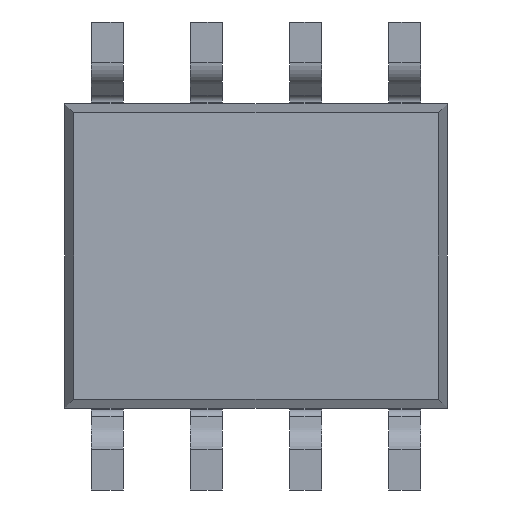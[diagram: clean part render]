
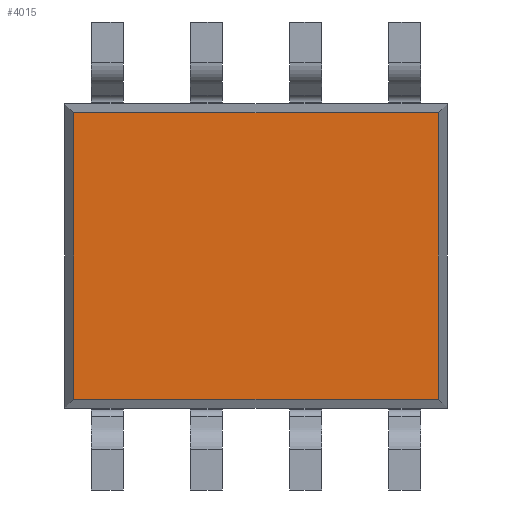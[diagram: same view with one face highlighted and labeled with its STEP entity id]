
A CAD part, front view. The second image highlights one B-rep face of the part: STEP entity #4015.
In plain terms, the highlighted planar face has unit normal (0, -1, 0).
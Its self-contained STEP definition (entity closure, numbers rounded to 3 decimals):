
#3976 = CARTESIAN_POINT ( 'NONE',  ( 2.335, 0.1, -1.835 ) ) ;
#3977 = VERTEX_POINT ( 'NONE', #3976 ) ;
#3978 = CARTESIAN_POINT ( 'NONE',  ( 2.335, 0.1, 1.835 ) ) ;
#3979 = VERTEX_POINT ( 'NONE', #3978 ) ;
#3980 = CARTESIAN_POINT ( 'NONE',  ( 2.335, 0.1, 0. ) ) ;
#3981 = DIRECTION ( 'NONE',  ( 0., 0., 1. ) ) ;
#3982 = VECTOR ( 'NONE', #3981, 1000. ) ;
#3983 = LINE ( 'NONE', #3980, #3982 ) ;
#3984 = EDGE_CURVE ( 'NONE', #3977, #3979, #3983, .T. ) ;
#3985 = ORIENTED_EDGE ( 'NONE', *, *, #3984, .T. ) ;
#3986 = CARTESIAN_POINT ( 'NONE',  ( -2.335, 0.1, 1.835 ) ) ;
#3987 = VERTEX_POINT ( 'NONE', #3986 ) ;
#3988 = CARTESIAN_POINT ( 'NONE',  ( 0., 0.1, 1.835 ) ) ;
#3989 = DIRECTION ( 'NONE',  ( -1., 0., 0. ) ) ;
#3990 = VECTOR ( 'NONE', #3989, 1000. ) ;
#3991 = LINE ( 'NONE', #3988, #3990 ) ;
#3992 = EDGE_CURVE ( 'NONE', #3979, #3987, #3991, .T. ) ;
#3993 = ORIENTED_EDGE ( 'NONE', *, *, #3992, .T. ) ;
#3994 = CARTESIAN_POINT ( 'NONE',  ( -2.335, 0.1, -1.835 ) ) ;
#3995 = VERTEX_POINT ( 'NONE', #3994 ) ;
#3996 = CARTESIAN_POINT ( 'NONE',  ( -2.335, 0.1, 0. ) ) ;
#3997 = DIRECTION ( 'NONE',  ( 0., 0., -1. ) ) ;
#3998 = VECTOR ( 'NONE', #3997, 1000. ) ;
#3999 = LINE ( 'NONE', #3996, #3998 ) ;
#4000 = EDGE_CURVE ( 'NONE', #3987, #3995, #3999, .T. ) ;
#4001 = ORIENTED_EDGE ( 'NONE', *, *, #4000, .T. ) ;
#4002 = CARTESIAN_POINT ( 'NONE',  ( 0., 0.1, -1.835 ) ) ;
#4003 = DIRECTION ( 'NONE',  ( 1., 0., 0. ) ) ;
#4004 = VECTOR ( 'NONE', #4003, 1000. ) ;
#4005 = LINE ( 'NONE', #4002, #4004 ) ;
#4006 = EDGE_CURVE ( 'NONE', #3995, #3977, #4005, .T. ) ;
#4007 = ORIENTED_EDGE ( 'NONE', *, *, #4006, .T. ) ;
#4008 = EDGE_LOOP ( 'NONE', ( #3985, #3993, #4001, #4007 ) ) ;
#4009 = FACE_OUTER_BOUND ( 'NONE', #4008, .T. ) ;
#4010 = CARTESIAN_POINT ( 'NONE',  ( 0., 0.1, 0. ) ) ;
#4011 = DIRECTION ( 'NONE',  ( 0., 1., 0. ) ) ;
#4012 = DIRECTION ( 'NONE',  ( 0., 0., 1. ) ) ;
#4013 = AXIS2_PLACEMENT_3D ( 'NONE', #4010, #4011, #4012 ) ;
#4014 = PLANE ( 'NONE', #4013 ) ;
#4015 = ADVANCED_FACE ( 'NONE', ( #4009 ), #4014, .F. ) ;
